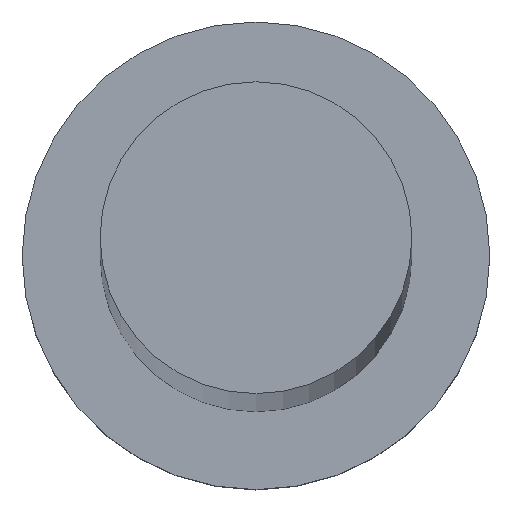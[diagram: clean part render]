
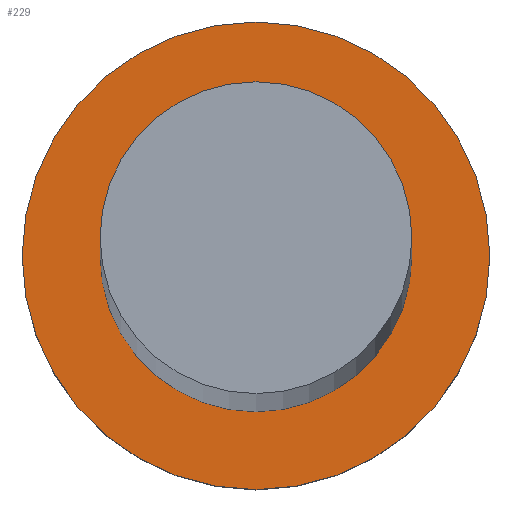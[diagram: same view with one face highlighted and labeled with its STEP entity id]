
A CAD part, top view. The second image highlights one B-rep face of the part: STEP entity #229.
In plain terms, the highlighted planar face has unit normal (0, 0, 1).
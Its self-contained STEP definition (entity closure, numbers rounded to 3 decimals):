
#1 = EDGE_CURVE ( 'NONE', #245, #145, #213, .T. ) ;
#7 = CIRCLE ( 'NONE', #58, 9. ) ;
#12 = EDGE_LOOP ( 'NONE', ( #94, #60 ) ) ;
#13 = DIRECTION ( 'NONE',  ( 0., 0., 1. ) ) ;
#15 = CIRCLE ( 'NONE', #71, 6. ) ;
#22 = DIRECTION ( 'NONE',  ( 0., 0., 1. ) ) ;
#24 = FACE_BOUND ( 'NONE', #140, .T. ) ;
#36 = CARTESIAN_POINT ( 'NONE',  ( 0., 0., 7. ) ) ;
#42 = PLANE ( 'NONE',  #92 ) ;
#48 = CARTESIAN_POINT ( 'NONE',  ( 0., 0., 7. ) ) ;
#50 = ORIENTED_EDGE ( 'NONE', *, *, #130, .F. ) ;
#58 = AXIS2_PLACEMENT_3D ( 'NONE', #144, #126, #187 ) ;
#60 = ORIENTED_EDGE ( 'NONE', *, *, #1, .T. ) ;
#70 = EDGE_CURVE ( 'NONE', #145, #245, #7, .T. ) ;
#71 = AXIS2_PLACEMENT_3D ( 'NONE', #48, #212, #246 ) ;
#92 = AXIS2_PLACEMENT_3D ( 'NONE', #219, #22, #155 ) ;
#94 = ORIENTED_EDGE ( 'NONE', *, *, #70, .T. ) ;
#95 = CARTESIAN_POINT ( 'NONE',  ( 0., 0., 7. ) ) ;
#96 = AXIS2_PLACEMENT_3D ( 'NONE', #36, #13, #164 ) ;
#122 = VERTEX_POINT ( 'NONE', #239 ) ;
#125 = DIRECTION ( 'NONE',  ( 0., 0., 1. ) ) ;
#126 = DIRECTION ( 'NONE',  ( 0., 0., 1. ) ) ;
#130 = EDGE_CURVE ( 'NONE', #230, #122, #15, .T. ) ;
#140 = EDGE_LOOP ( 'NONE', ( #179, #50 ) ) ;
#144 = CARTESIAN_POINT ( 'NONE',  ( 0., 0., 7. ) ) ;
#145 = VERTEX_POINT ( 'NONE', #169 ) ;
#155 = DIRECTION ( 'NONE',  ( 1., 0., 0. ) ) ;
#164 = DIRECTION ( 'NONE',  ( 1., 0., 0. ) ) ;
#169 = CARTESIAN_POINT ( 'NONE',  ( -9., 0., 7. ) ) ;
#174 = CARTESIAN_POINT ( 'NONE',  ( 9., 0., 7. ) ) ;
#175 = EDGE_CURVE ( 'NONE', #122, #230, #222, .T. ) ;
#179 = ORIENTED_EDGE ( 'NONE', *, *, #175, .F. ) ;
#187 = DIRECTION ( 'NONE',  ( 1., 0., 0. ) ) ;
#202 = AXIS2_PLACEMENT_3D ( 'NONE', #95, #125, #210 ) ;
#210 = DIRECTION ( 'NONE',  ( 1., 0., 0. ) ) ;
#212 = DIRECTION ( 'NONE',  ( 0., 0., 1. ) ) ;
#213 = CIRCLE ( 'NONE', #202, 9. ) ;
#219 = CARTESIAN_POINT ( 'NONE',  ( 0., 0., 7. ) ) ;
#221 = FACE_OUTER_BOUND ( 'NONE', #12, .T. ) ;
#222 = CIRCLE ( 'NONE', #96, 6. ) ;
#229 = ADVANCED_FACE ( 'NONE', ( #24, #221 ), #42, .T. ) ;
#230 = VERTEX_POINT ( 'NONE', #240 ) ;
#239 = CARTESIAN_POINT ( 'NONE',  ( -6., 0., 7. ) ) ;
#240 = CARTESIAN_POINT ( 'NONE',  ( 6., 0., 7. ) ) ;
#245 = VERTEX_POINT ( 'NONE', #174 ) ;
#246 = DIRECTION ( 'NONE',  ( 1., 0., 0. ) ) ;
